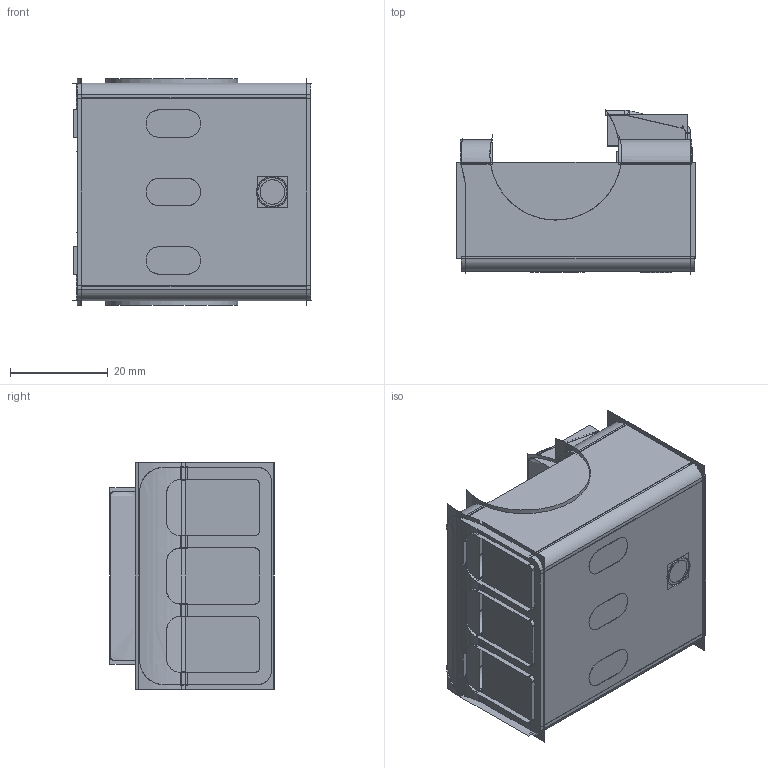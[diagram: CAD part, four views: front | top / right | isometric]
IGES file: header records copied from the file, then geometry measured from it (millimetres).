
Start section:  PTC IGES file: 186361.igs
Global section: file name: 186361.igs; native system: Creo Parametric by Parametric Technology Corporation; preprocessor: 2016010; author: pdmadmin; organization: Unknown; date: 20160812.094657; units: millimetre
Bounding box: 48.73 x 33.66 x 46.28 mm (x, y, z)
Volume: 20944.4 mm3; surface area: 76307.7 mm2
Topology: 4 solids, 4 shells, 464 faces, 2476 edges, 3212 vertices
Faces by surface type: revolution 254, bspline 210
